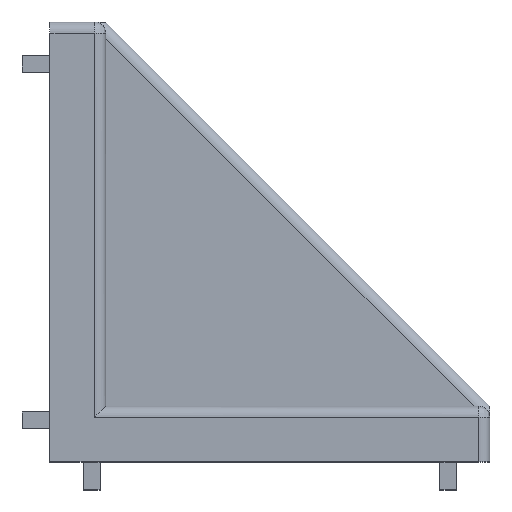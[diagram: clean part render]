
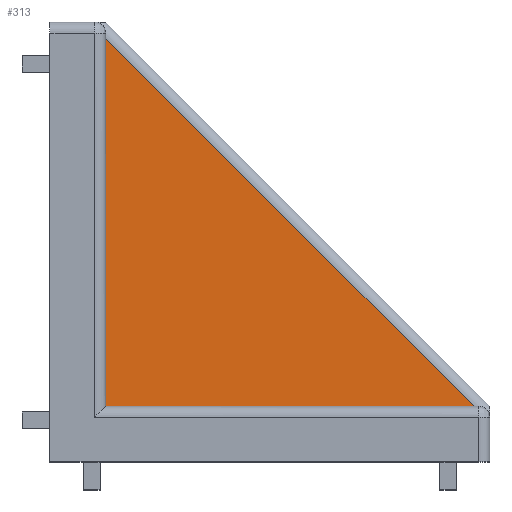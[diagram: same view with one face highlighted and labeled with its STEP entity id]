
A CAD part, top view. The second image highlights one B-rep face of the part: STEP entity #313.
In plain terms, the highlighted planar face has unit normal (0, 0, 1).
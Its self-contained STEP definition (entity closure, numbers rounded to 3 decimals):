
#224 = VECTOR ( 'NONE', #7227, 1000. ) ;
#313 = ADVANCED_FACE ( 'NONE', ( #3920 ), #5299, .T. ) ;
#918 = CARTESIAN_POINT ( 'NONE',  ( 76.172, 10., 6. ) ) ;
#955 = VERTEX_POINT ( 'NONE', #1420 ) ;
#959 = EDGE_LOOP ( 'NONE', ( #6837, #1163, #6285 ) ) ;
#1067 = CARTESIAN_POINT ( 'NONE',  ( 10., 10., 6. ) ) ;
#1163 = ORIENTED_EDGE ( 'NONE', *, *, #3712, .T. ) ;
#1275 = DIRECTION ( 'NONE',  ( 0.707, -0.707, 0. ) ) ;
#1420 = CARTESIAN_POINT ( 'NONE',  ( 10., 10., 6. ) ) ;
#1795 = VECTOR ( 'NONE', #1275, 1000. ) ;
#1815 = AXIS2_PLACEMENT_3D ( 'NONE', #4530, #3754, #7318 ) ;
#2370 = EDGE_CURVE ( 'NONE', #6914, #2872, #6578, .T. ) ;
#2872 = VERTEX_POINT ( 'NONE', #918 ) ;
#2885 = LINE ( 'NONE', #7036, #5435 ) ;
#3712 = EDGE_CURVE ( 'NONE', #6914, #955, #4646, .T. ) ;
#3754 = DIRECTION ( 'NONE',  ( 0., 0., 1. ) ) ;
#3920 = FACE_OUTER_BOUND ( 'NONE', #959, .T. ) ;
#4106 = CARTESIAN_POINT ( 'NONE',  ( 10., 76.172, 6. ) ) ;
#4530 = CARTESIAN_POINT ( 'NONE',  ( 0., 0., 6. ) ) ;
#4646 = LINE ( 'NONE', #1067, #224 ) ;
#5299 = PLANE ( 'NONE',  #1815 ) ;
#5435 = VECTOR ( 'NONE', #6917, 1000. ) ;
#6285 = ORIENTED_EDGE ( 'NONE', *, *, #6342, .T. ) ;
#6342 = EDGE_CURVE ( 'NONE', #955, #2872, #2885, .T. ) ;
#6578 = LINE ( 'NONE', #7144, #1795 ) ;
#6837 = ORIENTED_EDGE ( 'NONE', *, *, #2370, .F. ) ;
#6914 = VERTEX_POINT ( 'NONE', #4106 ) ;
#6917 = DIRECTION ( 'NONE',  ( 1., 0., 0. ) ) ;
#7036 = CARTESIAN_POINT ( 'NONE',  ( 79., 10., 6. ) ) ;
#7144 = CARTESIAN_POINT ( 'NONE',  ( 43.086, 43.086, 6. ) ) ;
#7227 = DIRECTION ( 'NONE',  ( 0., -1., 0. ) ) ;
#7318 = DIRECTION ( 'NONE',  ( 1., 0., 0. ) ) ;
